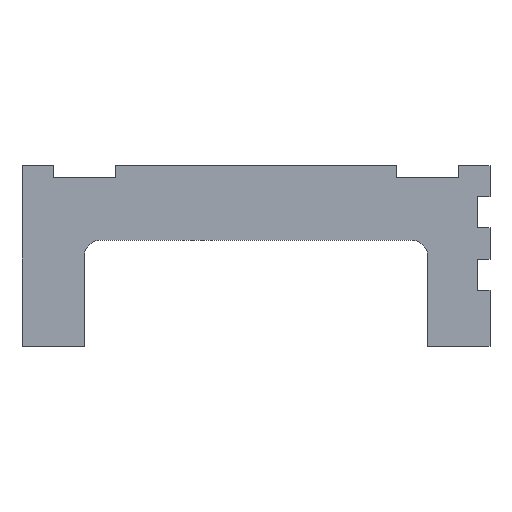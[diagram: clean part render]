
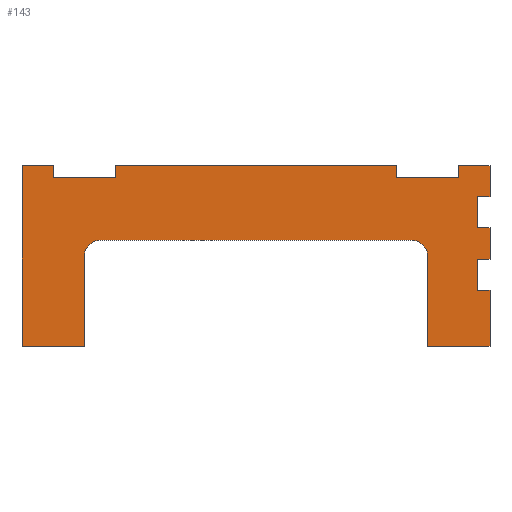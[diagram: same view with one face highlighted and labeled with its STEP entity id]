
A CAD part, top view. The second image highlights one B-rep face of the part: STEP entity #143.
In plain terms, the highlighted planar face has unit normal (0, 0, 1).
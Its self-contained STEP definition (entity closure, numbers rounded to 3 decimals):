
#115=CIRCLE('',#871,5.);
#116=CIRCLE('',#872,5.);
#143=ADVANCED_FACE('',(#197),#171,.F.);
#171=PLANE('',#873);
#197=FACE_OUTER_BOUND('',#225,.T.);
#225=EDGE_LOOP('',(#325,#326,#327,#328,#329,#330,#331,#332,#333,#334,#335,
#336,#337,#338,#339,#340,#341,#342,#343,#344,#345,#346,#347,#348,#349,#350));
#325=ORIENTED_EDGE('',*,*,#439,.F.);
#326=ORIENTED_EDGE('',*,*,#510,.F.);
#327=ORIENTED_EDGE('',*,*,#507,.F.);
#328=ORIENTED_EDGE('',*,*,#511,.T.);
#329=ORIENTED_EDGE('',*,*,#503,.F.);
#330=ORIENTED_EDGE('',*,*,#512,.T.);
#331=ORIENTED_EDGE('',*,*,#498,.F.);
#332=ORIENTED_EDGE('',*,*,#496,.F.);
#333=ORIENTED_EDGE('',*,*,#493,.F.);
#334=ORIENTED_EDGE('',*,*,#490,.F.);
#335=ORIENTED_EDGE('',*,*,#487,.F.);
#336=ORIENTED_EDGE('',*,*,#484,.F.);
#337=ORIENTED_EDGE('',*,*,#481,.F.);
#338=ORIENTED_EDGE('',*,*,#478,.F.);
#339=ORIENTED_EDGE('',*,*,#475,.F.);
#340=ORIENTED_EDGE('',*,*,#472,.F.);
#341=ORIENTED_EDGE('',*,*,#469,.F.);
#342=ORIENTED_EDGE('',*,*,#466,.F.);
#343=ORIENTED_EDGE('',*,*,#463,.F.);
#344=ORIENTED_EDGE('',*,*,#460,.F.);
#345=ORIENTED_EDGE('',*,*,#457,.F.);
#346=ORIENTED_EDGE('',*,*,#454,.F.);
#347=ORIENTED_EDGE('',*,*,#451,.F.);
#348=ORIENTED_EDGE('',*,*,#448,.F.);
#349=ORIENTED_EDGE('',*,*,#445,.F.);
#350=ORIENTED_EDGE('',*,*,#442,.F.);
#387=VERTEX_POINT('',#1076);
#388=VERTEX_POINT('',#1078);
#390=VERTEX_POINT('',#1084);
#392=VERTEX_POINT('',#1090);
#394=VERTEX_POINT('',#1096);
#396=VERTEX_POINT('',#1102);
#398=VERTEX_POINT('',#1108);
#400=VERTEX_POINT('',#1114);
#402=VERTEX_POINT('',#1120);
#404=VERTEX_POINT('',#1126);
#406=VERTEX_POINT('',#1132);
#408=VERTEX_POINT('',#1138);
#410=VERTEX_POINT('',#1144);
#412=VERTEX_POINT('',#1150);
#414=VERTEX_POINT('',#1156);
#416=VERTEX_POINT('',#1162);
#418=VERTEX_POINT('',#1168);
#420=VERTEX_POINT('',#1174);
#422=VERTEX_POINT('',#1180);
#424=VERTEX_POINT('',#1186);
#426=VERTEX_POINT('',#1192);
#427=VERTEX_POINT('',#1196);
#431=VERTEX_POINT('',#1205);
#432=VERTEX_POINT('',#1207);
#435=VERTEX_POINT('',#1214);
#436=VERTEX_POINT('',#1216);
#439=EDGE_CURVE('',#387,#388,#615,.T.);
#442=EDGE_CURVE('',#388,#390,#618,.T.);
#445=EDGE_CURVE('',#390,#392,#621,.T.);
#448=EDGE_CURVE('',#392,#394,#624,.T.);
#451=EDGE_CURVE('',#394,#396,#627,.T.);
#454=EDGE_CURVE('',#396,#398,#630,.T.);
#457=EDGE_CURVE('',#398,#400,#633,.T.);
#460=EDGE_CURVE('',#400,#402,#636,.T.);
#463=EDGE_CURVE('',#402,#404,#639,.T.);
#466=EDGE_CURVE('',#404,#406,#642,.T.);
#469=EDGE_CURVE('',#406,#408,#645,.T.);
#472=EDGE_CURVE('',#408,#410,#648,.T.);
#475=EDGE_CURVE('',#410,#412,#651,.T.);
#478=EDGE_CURVE('',#412,#414,#654,.T.);
#481=EDGE_CURVE('',#414,#416,#657,.T.);
#484=EDGE_CURVE('',#416,#418,#660,.T.);
#487=EDGE_CURVE('',#418,#420,#663,.T.);
#490=EDGE_CURVE('',#420,#422,#666,.T.);
#493=EDGE_CURVE('',#422,#424,#669,.T.);
#496=EDGE_CURVE('',#424,#426,#672,.T.);
#498=EDGE_CURVE('',#426,#427,#674,.T.);
#503=EDGE_CURVE('',#431,#432,#679,.T.);
#507=EDGE_CURVE('',#435,#436,#683,.T.);
#510=EDGE_CURVE('',#436,#387,#686,.T.);
#511=EDGE_CURVE('',#435,#432,#115,.T.);
#512=EDGE_CURVE('',#431,#427,#116,.T.);
#615=LINE('',#1077,#713);
#618=LINE('',#1083,#716);
#621=LINE('',#1089,#719);
#624=LINE('',#1095,#722);
#627=LINE('',#1101,#725);
#630=LINE('',#1107,#728);
#633=LINE('',#1113,#731);
#636=LINE('',#1119,#734);
#639=LINE('',#1125,#737);
#642=LINE('',#1131,#740);
#645=LINE('',#1137,#743);
#648=LINE('',#1143,#746);
#651=LINE('',#1149,#749);
#654=LINE('',#1155,#752);
#657=LINE('',#1161,#755);
#660=LINE('',#1167,#758);
#663=LINE('',#1173,#761);
#666=LINE('',#1179,#764);
#669=LINE('',#1185,#767);
#672=LINE('',#1191,#770);
#674=LINE('',#1195,#772);
#679=LINE('',#1206,#777);
#683=LINE('',#1215,#781);
#686=LINE('',#1220,#784);
#713=VECTOR('',#909,1.);
#716=VECTOR('',#914,1.);
#719=VECTOR('',#919,1.);
#722=VECTOR('',#924,1.);
#725=VECTOR('',#929,1.);
#728=VECTOR('',#934,1.);
#731=VECTOR('',#939,1.);
#734=VECTOR('',#944,1.);
#737=VECTOR('',#949,1.);
#740=VECTOR('',#954,1.);
#743=VECTOR('',#959,1.);
#746=VECTOR('',#964,1.);
#749=VECTOR('',#969,1.);
#752=VECTOR('',#974,1.);
#755=VECTOR('',#979,1.);
#758=VECTOR('',#984,1.);
#761=VECTOR('',#989,1.);
#764=VECTOR('',#994,1.);
#767=VECTOR('',#999,1.);
#770=VECTOR('',#1004,1.);
#772=VECTOR('',#1008,1.);
#777=VECTOR('',#1015,1.);
#781=VECTOR('',#1021,1.);
#784=VECTOR('',#1026,1.);
#871=AXIS2_PLACEMENT_3D('',#1222,#1029,#1030);
#872=AXIS2_PLACEMENT_3D('',#1223,#1031,#1032);
#873=AXIS2_PLACEMENT_3D('',#1224,#1033,#1034);
#909=DIRECTION('',(0.,1.,0.));
#914=DIRECTION('',(1.,0.,0.));
#919=DIRECTION('',(0.,-1.,0.));
#924=DIRECTION('',(1.,0.,0.));
#929=DIRECTION('',(0.,1.,0.));
#934=DIRECTION('',(1.,0.,0.));
#939=DIRECTION('',(0.,-1.,0.));
#944=DIRECTION('',(1.,0.,0.));
#949=DIRECTION('',(0.,1.,0.));
#954=DIRECTION('',(1.,0.,0.));
#959=DIRECTION('',(0.,-1.,0.));
#964=DIRECTION('',(-1.,0.,0.));
#969=DIRECTION('',(0.,-1.,0.));
#974=DIRECTION('',(1.,0.,0.));
#979=DIRECTION('',(0.,-1.,0.));
#984=DIRECTION('',(-1.,0.,0.));
#989=DIRECTION('',(0.,-1.,0.));
#994=DIRECTION('',(1.,0.,0.));
#999=DIRECTION('',(0.,-1.,0.));
#1004=DIRECTION('',(-1.,0.,0.));
#1008=DIRECTION('',(0.,1.,0.));
#1015=DIRECTION('',(-1.,0.,0.));
#1021=DIRECTION('',(0.,-1.,0.));
#1026=DIRECTION('',(-1.,0.,0.));
#1029=DIRECTION('',(0.,0.,-1.));
#1030=DIRECTION('',(-1.,0.,0.));
#1031=DIRECTION('',(0.,0.,-1.));
#1032=DIRECTION('',(-1.,0.,0.));
#1033=DIRECTION('',(0.,0.,-1.));
#1034=DIRECTION('',(-1.,0.,0.));
#1076=CARTESIAN_POINT('',(0.,0.,4.));
#1077=CARTESIAN_POINT('',(0.,0.,4.));
#1078=CARTESIAN_POINT('',(0.,58.,4.));
#1083=CARTESIAN_POINT('',(0.,58.,4.));
#1084=CARTESIAN_POINT('',(10.,58.,4.));
#1089=CARTESIAN_POINT('',(10.,58.,4.));
#1090=CARTESIAN_POINT('',(10.,54.,4.));
#1095=CARTESIAN_POINT('',(10.,54.,4.));
#1096=CARTESIAN_POINT('',(30.,54.,4.));
#1101=CARTESIAN_POINT('',(30.,54.,4.));
#1102=CARTESIAN_POINT('',(30.,58.,4.));
#1107=CARTESIAN_POINT('',(30.,58.,4.));
#1108=CARTESIAN_POINT('',(120.,58.,4.));
#1113=CARTESIAN_POINT('',(120.,58.,4.));
#1114=CARTESIAN_POINT('',(120.,54.,4.));
#1119=CARTESIAN_POINT('',(120.,54.,4.));
#1120=CARTESIAN_POINT('',(140.,54.,4.));
#1125=CARTESIAN_POINT('',(140.,54.,4.));
#1126=CARTESIAN_POINT('',(140.,58.,4.));
#1131=CARTESIAN_POINT('',(140.,58.,4.));
#1132=CARTESIAN_POINT('',(150.,58.,4.));
#1137=CARTESIAN_POINT('',(150.,58.,4.));
#1138=CARTESIAN_POINT('',(150.,48.,4.));
#1143=CARTESIAN_POINT('',(150.,48.,4.));
#1144=CARTESIAN_POINT('',(146.,48.,4.));
#1149=CARTESIAN_POINT('',(146.,48.,4.));
#1150=CARTESIAN_POINT('',(146.,38.,4.));
#1155=CARTESIAN_POINT('',(146.,38.,4.));
#1156=CARTESIAN_POINT('',(150.,38.,4.));
#1161=CARTESIAN_POINT('',(150.,38.,4.));
#1162=CARTESIAN_POINT('',(150.,28.,4.));
#1167=CARTESIAN_POINT('',(150.,28.,4.));
#1168=CARTESIAN_POINT('',(146.,28.,4.));
#1173=CARTESIAN_POINT('',(146.,28.,4.));
#1174=CARTESIAN_POINT('',(146.,18.,4.));
#1179=CARTESIAN_POINT('',(146.,18.,4.));
#1180=CARTESIAN_POINT('',(150.,18.,4.));
#1185=CARTESIAN_POINT('',(150.,18.,4.));
#1186=CARTESIAN_POINT('',(150.,0.,4.));
#1191=CARTESIAN_POINT('',(150.,0.,4.));
#1192=CARTESIAN_POINT('',(130.,0.,4.));
#1195=CARTESIAN_POINT('',(130.,0.,4.));
#1196=CARTESIAN_POINT('',(130.,29.,4.));
#1205=CARTESIAN_POINT('',(125.,34.,4.));
#1206=CARTESIAN_POINT('',(130.,34.,4.));
#1207=CARTESIAN_POINT('',(25.,34.,4.));
#1214=CARTESIAN_POINT('',(20.,29.,4.));
#1215=CARTESIAN_POINT('',(20.,34.,4.));
#1216=CARTESIAN_POINT('',(20.,0.,4.));
#1220=CARTESIAN_POINT('',(20.,0.,4.));
#1222=CARTESIAN_POINT('',(25.,29.,4.));
#1223=CARTESIAN_POINT('',(125.,29.,4.));
#1224=CARTESIAN_POINT('',(0.,0.,4.));
